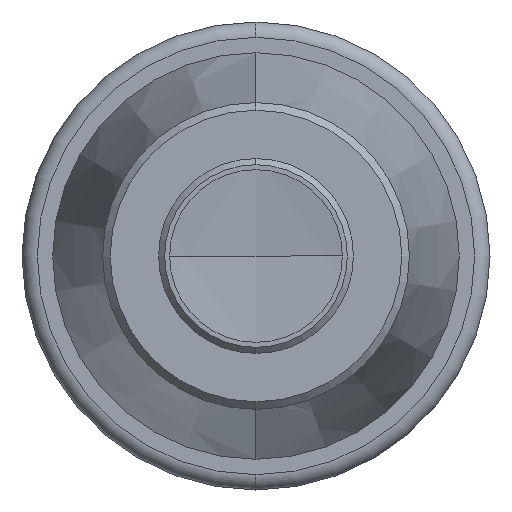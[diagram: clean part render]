
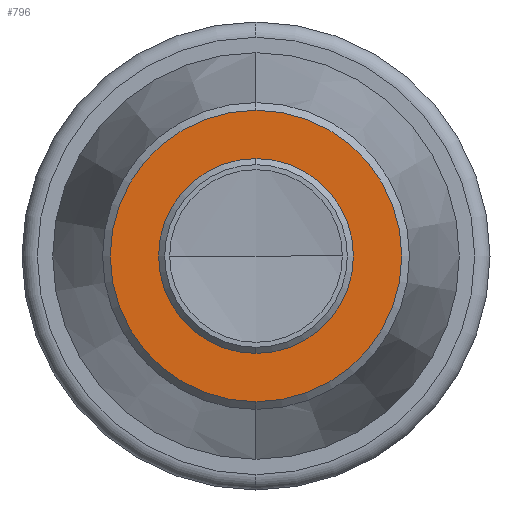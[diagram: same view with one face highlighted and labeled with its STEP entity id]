
A CAD part, left-side view. The second image highlights one B-rep face of the part: STEP entity #796.
In plain terms, the highlighted planar face has unit normal (-1, 0, 0).
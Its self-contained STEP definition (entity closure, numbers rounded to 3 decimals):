
#551 = VERTEX_POINT ( 'NONE', #1334 ) ;
#626 = EDGE_CURVE ( 'NONE', #551, #627, #1773, .T. ) ;
#627 = VERTEX_POINT ( 'NONE', #1769 ) ;
#796 = ADVANCED_FACE ( 'NONE', ( #2203, #2202 ), #2150, .T. ) ;
#797 = ORIENTED_EDGE ( 'NONE', *, *, #846, .T. ) ;
#798 = ORIENTED_EDGE ( 'NONE', *, *, #626, .T. ) ;
#799 = EDGE_LOOP ( 'NONE', ( #800, #804 ) ) ;
#800 = ORIENTED_EDGE ( 'NONE', *, *, #801, .T. ) ;
#801 = EDGE_CURVE ( 'NONE', #802, #803, #2145, .T. ) ;
#802 = VERTEX_POINT ( 'NONE', #2140 ) ;
#803 = VERTEX_POINT ( 'NONE', #2139 ) ;
#804 = ORIENTED_EDGE ( 'NONE', *, *, #805, .T. ) ;
#805 = EDGE_CURVE ( 'NONE', #803, #802, #2137, .T. ) ;
#846 = EDGE_CURVE ( 'NONE', #627, #551, #2043, .T. ) ;
#849 = EDGE_LOOP ( 'NONE', ( #797, #798 ) ) ;
#1334 = CARTESIAN_POINT ( 'NONE',  ( 17.52, 0., 19. ) ) ;
#1716 = CARTESIAN_POINT ( 'NONE',  ( 17.52, 0., 0. ) ) ;
#1769 = CARTESIAN_POINT ( 'NONE',  ( 17.52, 0., -19. ) ) ;
#1770 = DIRECTION ( 'NONE',  ( 0., 0., 1. ) ) ;
#1771 = DIRECTION ( 'NONE',  ( -1., 0., 0. ) ) ;
#1772 = AXIS2_PLACEMENT_3D ( 'NONE', #1716, #1771, #1770 ) ;
#1773 = CIRCLE ( 'NONE', #1772, 19. ) ;
#2039 = DIRECTION ( 'NONE',  ( 0., 0., 1. ) ) ;
#2040 = DIRECTION ( 'NONE',  ( -1., 0., 0. ) ) ;
#2041 = CARTESIAN_POINT ( 'NONE',  ( 17.52, 0., 0. ) ) ;
#2042 = AXIS2_PLACEMENT_3D ( 'NONE', #2041, #2040, #2039 ) ;
#2043 = CIRCLE ( 'NONE', #2042, 19. ) ;
#2133 = DIRECTION ( 'NONE',  ( 0., 0., -1. ) ) ;
#2134 = DIRECTION ( 'NONE',  ( 1., 0., 0. ) ) ;
#2135 = CARTESIAN_POINT ( 'NONE',  ( 17.52, 0., 0. ) ) ;
#2136 = AXIS2_PLACEMENT_3D ( 'NONE', #2135, #2134, #2133 ) ;
#2137 = CIRCLE ( 'NONE', #2136, 12. ) ;
#2139 = CARTESIAN_POINT ( 'NONE',  ( 17.52, 0., 12. ) ) ;
#2140 = CARTESIAN_POINT ( 'NONE',  ( 17.52, 0., -12. ) ) ;
#2141 = DIRECTION ( 'NONE',  ( 0., 0., -1. ) ) ;
#2142 = DIRECTION ( 'NONE',  ( 1., 0., 0. ) ) ;
#2143 = CARTESIAN_POINT ( 'NONE',  ( 17.52, 0., 0. ) ) ;
#2144 = AXIS2_PLACEMENT_3D ( 'NONE', #2143, #2142, #2141 ) ;
#2145 = CIRCLE ( 'NONE', #2144, 12. ) ;
#2146 = DIRECTION ( 'NONE',  ( 0., 0., 1. ) ) ;
#2147 = DIRECTION ( 'NONE',  ( -1., 0., 0. ) ) ;
#2148 = CARTESIAN_POINT ( 'NONE',  ( 17.52, 12., 0. ) ) ;
#2149 = AXIS2_PLACEMENT_3D ( 'NONE', #2148, #2147, #2146 ) ;
#2150 = PLANE ( 'NONE',  #2149 ) ;
#2202 = FACE_BOUND ( 'NONE', #799, .T. ) ;
#2203 = FACE_OUTER_BOUND ( 'NONE', #849, .T. ) ;
